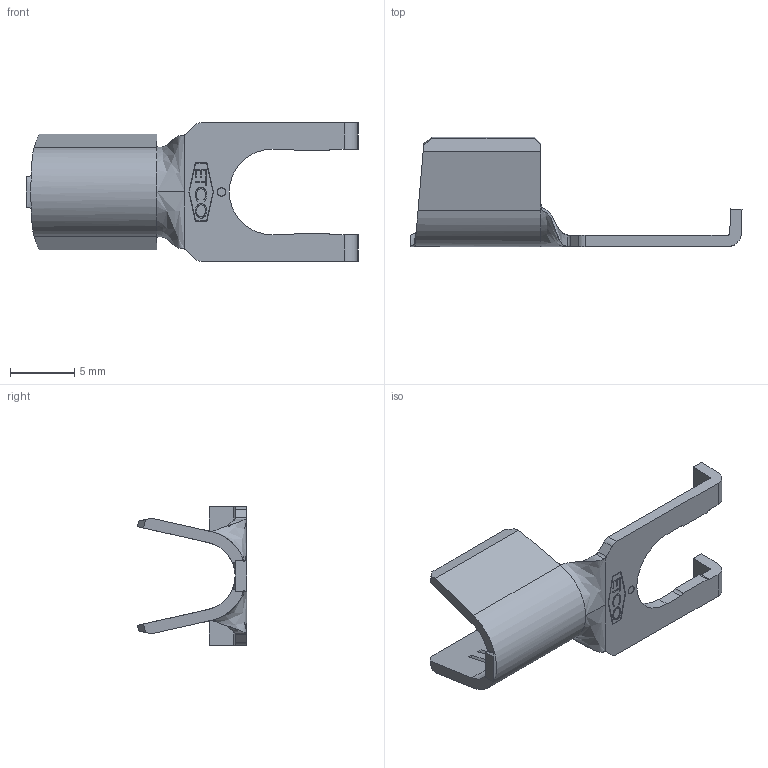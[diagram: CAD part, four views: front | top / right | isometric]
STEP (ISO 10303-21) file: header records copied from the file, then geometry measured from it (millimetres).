
FILE_DESCRIPTION (( 'STEP AP203' ), '1' );
FILE_NAME ('04611.STEP', '2019-12-30T16:45:29', ( 'tempuser' ), ( 'Microsoft' ), 'SwSTEP 2.0', 'SolidWorks 2019', '' );
FILE_SCHEMA (( 'CONFIG_CONTROL_DESIGN' ));
Length unit declared in the file: inch
Products named in the file (1): 04611
Bounding box: 25.88 x 8.51 x 10.79 mm (x, y, z)
Volume: 257.6 mm3; surface area: 707.3 mm2
Topology: 1 solids, 1 shells, 170 faces, 450 edges, 290 vertices
Faces by surface type: plane 107, bspline 33, cylinder 20, cone 10
Entity records: 6919 total; most frequent: CARTESIAN_POINT 2873, ORIENTED_EDGE 900, DIRECTION 689, EDGE_CURVE 450, VECTOR 323, LINE 323, VERTEX_POINT 290, AXIS2_PLACEMENT_3D 183
